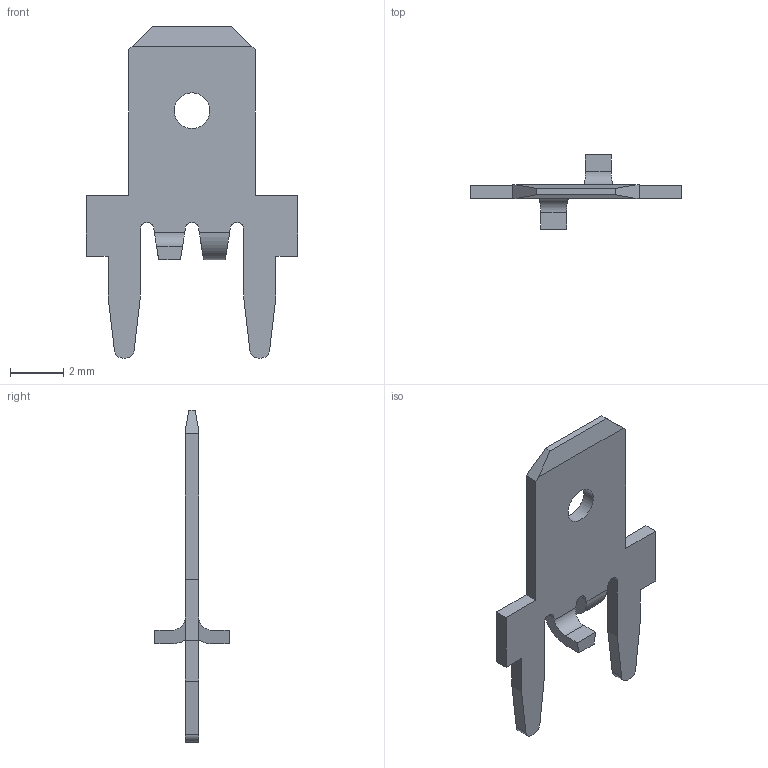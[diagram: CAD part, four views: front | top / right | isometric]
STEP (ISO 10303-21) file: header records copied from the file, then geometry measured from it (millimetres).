
FILE_DESCRIPTION(('STEP AP214'),'1');
FILE_NAME('77878.stp','2017-07-27T01:47:40',('TraceParts'),('TraceParts S.A.'),'Spatial InterOp 3D',' ',' ');
FILE_SCHEMA(('automotive_design'));
Length unit declared in the file: millimetre
Products named in the file (1): 77878
Bounding box: 7.92 x 2.79 x 12.45 mm (x, y, z)
Volume: 26.8 mm3; surface area: 136.6 mm2
Topology: 1 solids, 1 shells, 48 faces, 138 edges, 92 vertices
Faces by surface type: plane 35, cylinder 13
Entity records: 1619 total; most frequent: CARTESIAN_POINT 335, ORIENTED_EDGE 276, DIRECTION 246, EDGE_CURVE 138, LINE 112, VECTOR 112, VERTEX_POINT 92, AXIS2_PLACEMENT_3D 67
